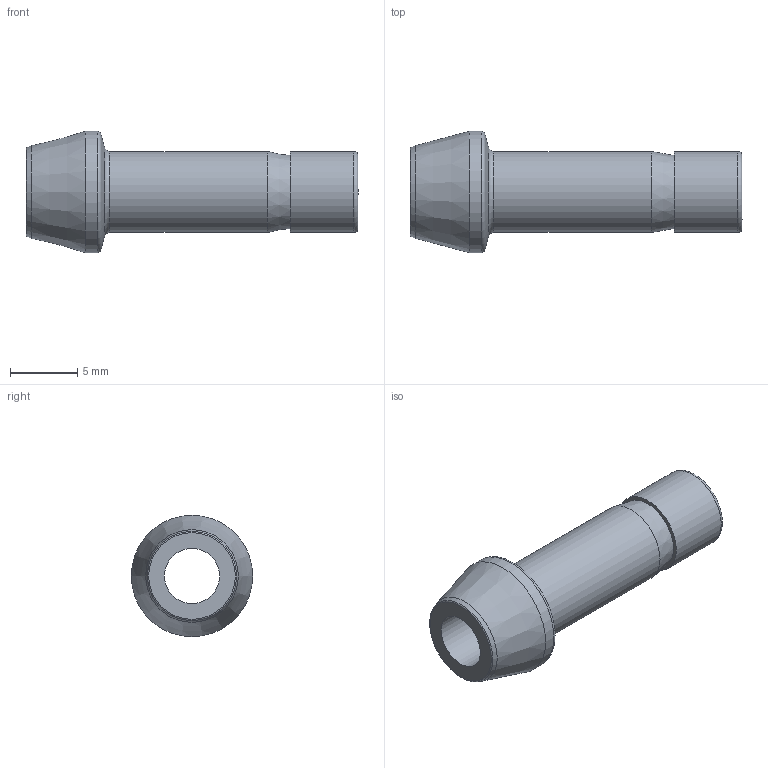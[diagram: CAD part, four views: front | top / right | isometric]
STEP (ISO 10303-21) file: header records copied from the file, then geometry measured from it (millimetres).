
FILE_DESCRIPTION(/* description */ (''),/* implementation_level */ '2;1');
FILE_NAME(/* name */ 'SPC-6M.stp',/* time_stamp */ '2019-03-14T11:39:22+09:00',/* author */ ('user'),/* organization */ (''),/* preprocessor_version */ 'ST-DEVELOPER v16.13',/* originating_system */ 'Autodesk Inventor 2018',/* authorisation */ '');
FILE_SCHEMA (('AUTOMOTIVE_DESIGN { 1 0 10303 214 3 1 1 }'));
Length unit declared in the file: millimetre
Products named in the file (1): SPC-6M
Bounding box: 24.6 x 9 x 9 mm (x, y, z)
Volume: 499.6 mm3; surface area: 882.6 mm2
Topology: 1 solids, 1 shells, 15 faces, 27 edges, 15 vertices
Faces by surface type: torus 4, cone 4, cylinder 4, plane 3
Full cylindrical faces by diameter (mm): 4.1 x1, 6 x2, 9 x1
Entity records: 347 total; most frequent: DIRECTION 62, CARTESIAN_POINT 46, AXIS2_PLACEMENT_3D 31, EDGE_LOOP 30, ORIENTED_EDGE 30, FACE_BOUND 15, FACE_OUTER_BOUND 15, CIRCLE 15
